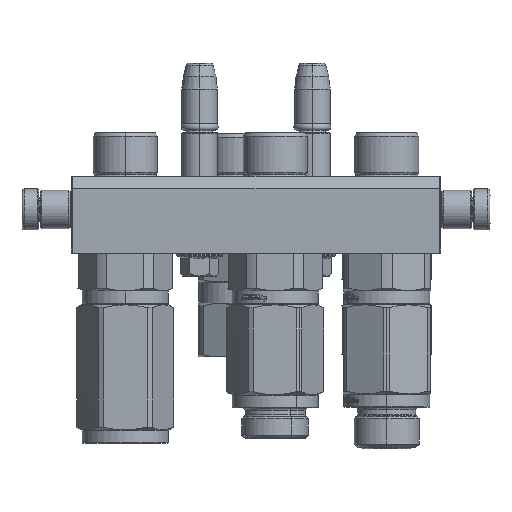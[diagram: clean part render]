
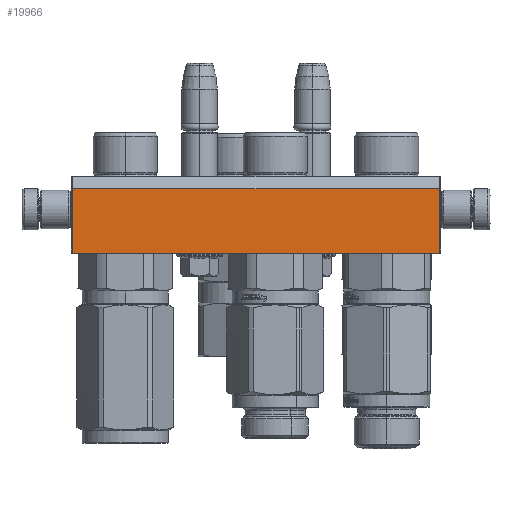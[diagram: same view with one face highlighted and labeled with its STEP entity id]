
A CAD part, left-side view. The second image highlights one B-rep face of the part: STEP entity #19966.
In plain terms, the highlighted face is planar.
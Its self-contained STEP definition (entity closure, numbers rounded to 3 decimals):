
#2862 = VERTEX_POINT ( 'NONE', #48091 ) ;
#4731 = CARTESIAN_POINT ( 'NONE',  ( 0.5, 30., -90. ) ) ;
#5683 = EDGE_CURVE ( 'NONE', #2862, #14148, #50399, .T. ) ;
#6053 = ORIENTED_EDGE ( 'NONE', *, *, #57551, .F. ) ;
#9645 = EDGE_CURVE ( 'NONE', #92023, #14148, #92914, .T. ) ;
#14148 = VERTEX_POINT ( 'NONE', #4731 ) ;
#19193 = FACE_OUTER_BOUND ( 'NONE', #50148, .T. ) ;
#19338 = ORIENTED_EDGE ( 'NONE', *, *, #9645, .F. ) ;
#19966 = ADVANCED_FACE ( 'NONE', ( #19193 ), #73801, .T. ) ;
#23668 = LINE ( 'NONE', #79468, #76833 ) ;
#24387 = AXIS2_PLACEMENT_3D ( 'NONE', #66881, #67193, #81679 ) ;
#24405 = CARTESIAN_POINT ( 'NONE',  ( 143.5, 5., -90. ) ) ;
#25248 = CARTESIAN_POINT ( 'NONE',  ( 143.5, 30., -90. ) ) ;
#33292 = CARTESIAN_POINT ( 'NONE',  ( 143.5, 5., -90. ) ) ;
#34286 = EDGE_CURVE ( 'NONE', #87315, #2862, #66659, .T. ) ;
#37500 = VECTOR ( 'NONE', #69713, 1000. ) ;
#39651 = CARTESIAN_POINT ( 'NONE',  ( 0.5, 5., -90. ) ) ;
#40535 = CARTESIAN_POINT ( 'NONE',  ( 143.5, 30., -90. ) ) ;
#48091 = CARTESIAN_POINT ( 'NONE',  ( 0.5, 5., -90. ) ) ;
#50148 = EDGE_LOOP ( 'NONE', ( #19338, #6053, #57883, #59633 ) ) ;
#50399 = LINE ( 'NONE', #39651, #82101 ) ;
#51894 = VECTOR ( 'NONE', #83890, 1000. ) ;
#57551 = EDGE_CURVE ( 'NONE', #87315, #92023, #23668, .T. ) ;
#57883 = ORIENTED_EDGE ( 'NONE', *, *, #34286, .T. ) ;
#58683 = DIRECTION ( 'NONE',  ( 0., 1., 0. ) ) ;
#59633 = ORIENTED_EDGE ( 'NONE', *, *, #5683, .T. ) ;
#66659 = LINE ( 'NONE', #33292, #51894 ) ;
#66881 = CARTESIAN_POINT ( 'NONE',  ( 144., 0., -90. ) ) ;
#67193 = DIRECTION ( 'NONE',  ( 0., 0., -1. ) ) ;
#68820 = DIRECTION ( 'NONE',  ( 0., 1., 0. ) ) ;
#69713 = DIRECTION ( 'NONE',  ( -1., 0., 0. ) ) ;
#73801 = PLANE ( 'NONE',  #24387 ) ;
#76833 = VECTOR ( 'NONE', #58683, 1000. ) ;
#79468 = CARTESIAN_POINT ( 'NONE',  ( 143.5, 5., -90. ) ) ;
#81679 = DIRECTION ( 'NONE',  ( -1., 0., 0. ) ) ;
#82101 = VECTOR ( 'NONE', #68820, 1000. ) ;
#83890 = DIRECTION ( 'NONE',  ( -1., 0., 0. ) ) ;
#87315 = VERTEX_POINT ( 'NONE', #24405 ) ;
#92023 = VERTEX_POINT ( 'NONE', #25248 ) ;
#92914 = LINE ( 'NONE', #40535, #37500 ) ;
